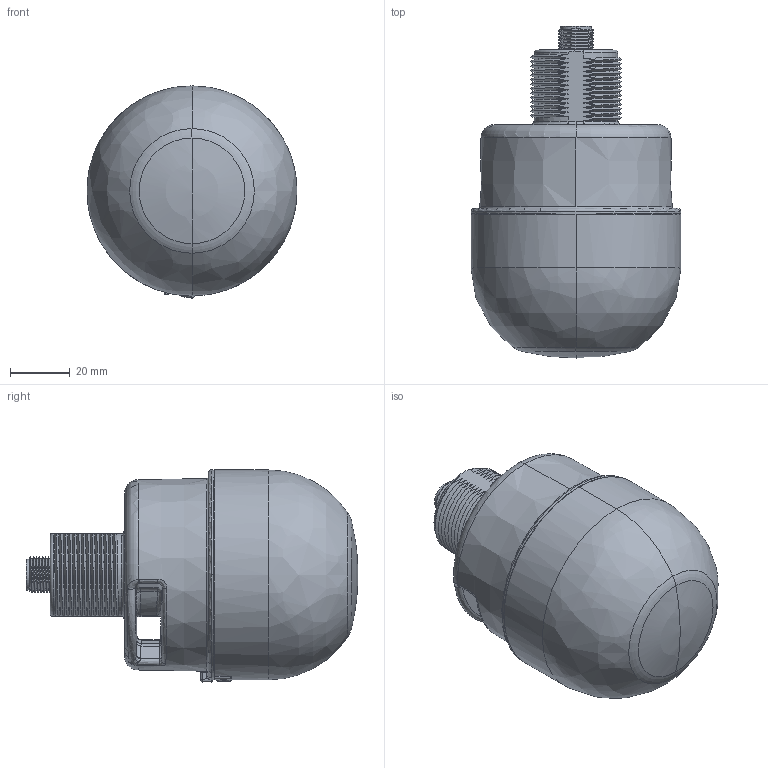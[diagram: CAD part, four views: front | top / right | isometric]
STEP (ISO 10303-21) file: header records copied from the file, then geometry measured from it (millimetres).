
FILE_DESCRIPTION((''),'2;1');
FILE_NAME('226836_ASM','2022-07-11T10:12:14',('PDMAdmin'),('BANNER ENGINEERING'),'CREO PARAMETRIC BY PTC INC, 2019292','CREO PARAMETRIC BY PTC INC, 2019292','');
FILE_SCHEMA(('CONFIG_CONTROL_DESIGN'));
Length unit declared in the file: millimetre
Products named in the file (2): 226836_SM01_SW0002; 226836_ASM
Assembly tree (1 placements, depth 2):
  226836_ASM
    226836_SM01_SW0002
Bounding box: 70 x 110.7 x 70.75 mm (x, y, z)
Volume: 252279.4 mm3; surface area: 30315.4 mm2
Topology: 1 solids, 1 shells, 367 faces, 944 edges, 586 vertices
Faces by surface type: bspline 147, cylinder 123, plane 50, cone 25, torus 18, sphere 4
Entity records: 32636 total; most frequent: CARTESIAN_POINT 24961, ORIENTED_EDGE 1884, DIRECTION 1147, EDGE_CURVE 942, VERTEX_POINT 586, B_SPLINE_CURVE_WITH_KNOTS 467, AXIS2_PLACEMENT_3D 449, EDGE_LOOP 378
